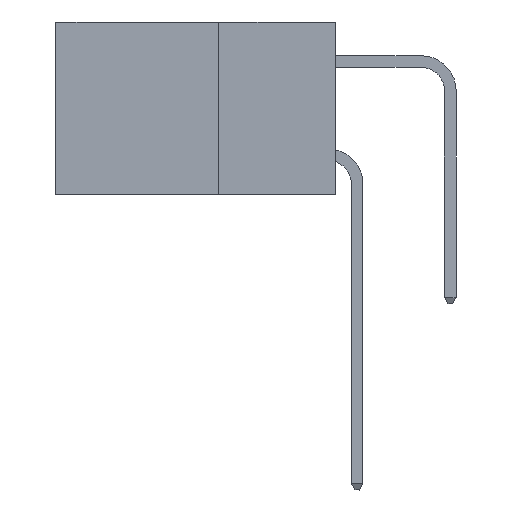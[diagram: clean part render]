
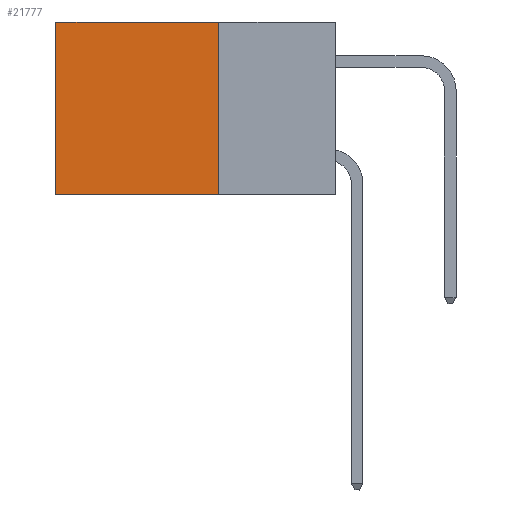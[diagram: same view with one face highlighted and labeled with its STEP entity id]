
A CAD part, left-side view. The second image highlights one B-rep face of the part: STEP entity #21777.
In plain terms, the highlighted planar face has unit normal (-1, 0, 0).
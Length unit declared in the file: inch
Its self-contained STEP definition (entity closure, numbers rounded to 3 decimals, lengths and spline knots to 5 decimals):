
#832 = VERTEX_POINT ( 'NONE', #19764 ) ;
#1324 = ORIENTED_EDGE ( 'NONE', *, *, #12008, .T. ) ;
#2107 = EDGE_CURVE ( 'NONE', #2800, #14935, #2513, .T. ) ;
#2513 = LINE ( 'NONE', #14790, #19640 ) ;
#2616 = DIRECTION ( 'NONE',  ( 0., 0., -1. ) ) ;
#2800 = VERTEX_POINT ( 'NONE', #7048 ) ;
#4122 = VECTOR ( 'NONE', #17658, 39.37008 ) ;
#4819 = EDGE_LOOP ( 'NONE', ( #1324, #19962, #8737, #6675 ) ) ;
#5627 = EDGE_CURVE ( 'NONE', #2800, #832, #7640, .T. ) ;
#6675 = ORIENTED_EDGE ( 'NONE', *, *, #2107, .T. ) ;
#7048 = CARTESIAN_POINT ( 'NONE',  ( 0.2875, 0.25, 0. ) ) ;
#7541 = FACE_OUTER_BOUND ( 'NONE', #4819, .T. ) ;
#7640 = LINE ( 'NONE', #19524, #4122 ) ;
#8089 = DIRECTION ( 'NONE',  ( 0., 1., 0. ) ) ;
#8737 = ORIENTED_EDGE ( 'NONE', *, *, #5627, .F. ) ;
#11000 = CARTESIAN_POINT ( 'NONE',  ( 0.2875, 0.25, 0. ) ) ;
#11219 = VERTEX_POINT ( 'NONE', #12976 ) ;
#11841 = AXIS2_PLACEMENT_3D ( 'NONE', #11000, #21446, #21222 ) ;
#12008 = EDGE_CURVE ( 'NONE', #14935, #11219, #16458, .T. ) ;
#12976 = CARTESIAN_POINT ( 'NONE',  ( 0.2875, 0.6, -0.37 ) ) ;
#13109 = CARTESIAN_POINT ( 'NONE',  ( 0.2875, 0.6, 0. ) ) ;
#13586 = DIRECTION ( 'NONE',  ( 0., 1., 0. ) ) ;
#13696 = LINE ( 'NONE', #15490, #14880 ) ;
#14500 = VECTOR ( 'NONE', #2616, 39.37008 ) ;
#14545 = EDGE_CURVE ( 'NONE', #832, #11219, #13696, .T. ) ;
#14790 = CARTESIAN_POINT ( 'NONE',  ( 0.2875, 0.25, 0. ) ) ;
#14880 = VECTOR ( 'NONE', #13586, 39.37008 ) ;
#14935 = VERTEX_POINT ( 'NONE', #16250 ) ;
#15490 = CARTESIAN_POINT ( 'NONE',  ( 0.2875, 0.25, -0.37 ) ) ;
#16250 = CARTESIAN_POINT ( 'NONE',  ( 0.2875, 0.6, 0. ) ) ;
#16458 = LINE ( 'NONE', #13109, #14500 ) ;
#17658 = DIRECTION ( 'NONE',  ( 0., 0., -1. ) ) ;
#19524 = CARTESIAN_POINT ( 'NONE',  ( 0.2875, 0.25, 0. ) ) ;
#19536 = PLANE ( 'NONE',  #11841 ) ;
#19640 = VECTOR ( 'NONE', #8089, 39.37008 ) ;
#19764 = CARTESIAN_POINT ( 'NONE',  ( 0.2875, 0.25, -0.37 ) ) ;
#19962 = ORIENTED_EDGE ( 'NONE', *, *, #14545, .F. ) ;
#21222 = DIRECTION ( 'NONE',  ( 0., 0., -1. ) ) ;
#21446 = DIRECTION ( 'NONE',  ( 1., 0., 0. ) ) ;
#21777 = ADVANCED_FACE ( 'NONE', ( #7541 ), #19536, .F. ) ;
